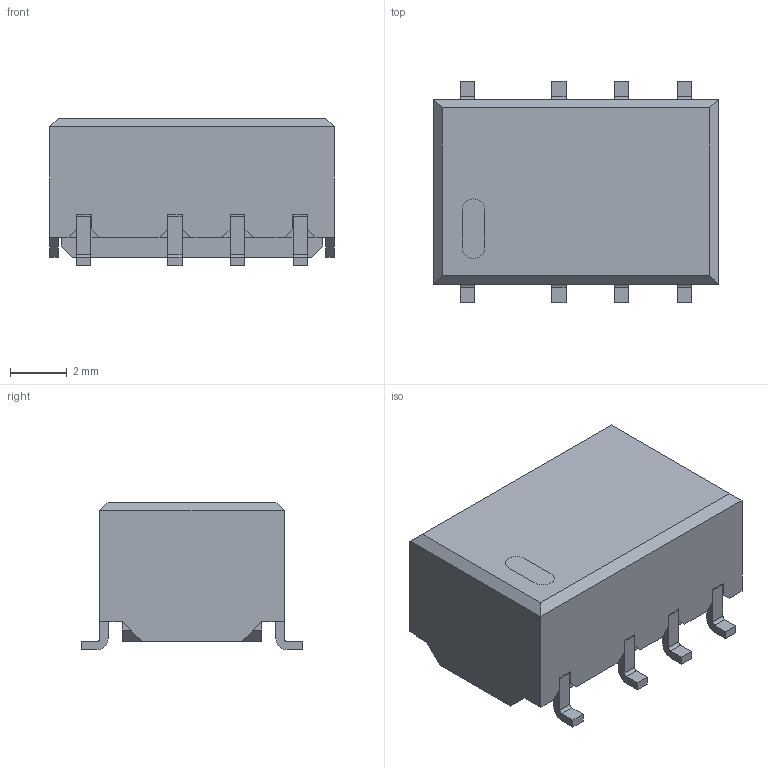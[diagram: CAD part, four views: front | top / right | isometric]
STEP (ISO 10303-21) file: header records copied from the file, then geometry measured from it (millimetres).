
FILE_DESCRIPTION (( 'STEP AP214' ), '1' );
FILE_NAME ('RELAY-SMD_G6KU-2F-Y.STEP', '2021-10-09T07:24:52', ( '微软用户' ), ( '微软中国' ), 'SwSTEP 2.0', 'SolidWorks 2017', '' );
FILE_SCHEMA (( 'AUTOMOTIVE_DESIGN' ));
Length unit declared in the file: millimetre
Products named in the file (1): RELAY-SMD_G6KU-2F-Y
Bounding box: 10 x 7.8 x 5.2 mm (x, y, z)
Volume: 305.6 mm3; surface area: 321.1 mm2
Topology: 1 solids, 1 shells, 213 faces, 590 edges, 388 vertices
Faces by surface type: plane 183, cylinder 16, bspline 14
Entity records: 9120 total; most frequent: CARTESIAN_POINT 1990, ORIENTED_EDGE 1180, DIRECTION 996, EDGE_CURVE 590, VECTOR 528, LINE 528, VERTEX_POINT 388, AXIS2_PLACEMENT_3D 234
